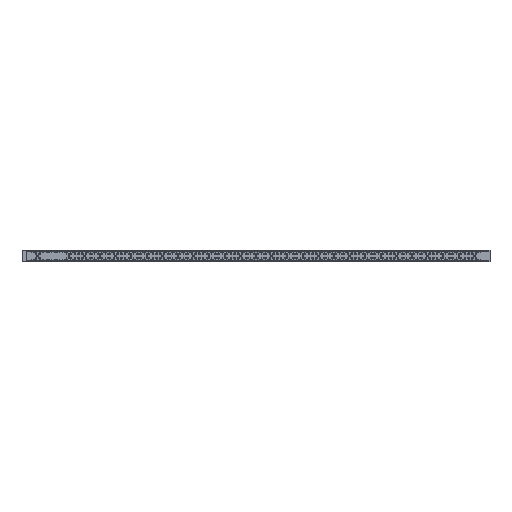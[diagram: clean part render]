
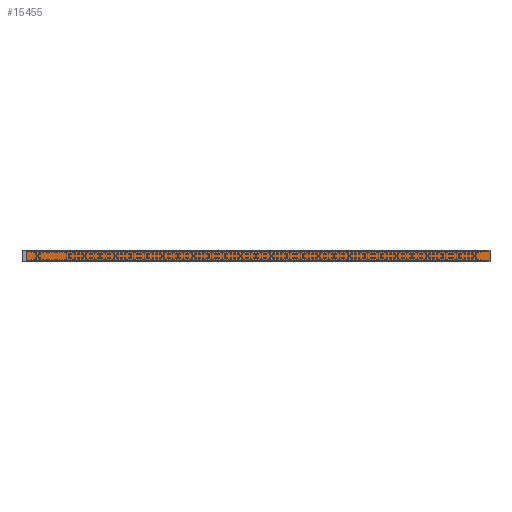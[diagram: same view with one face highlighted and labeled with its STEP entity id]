
A CAD part, top view. The second image highlights one B-rep face of the part: STEP entity #15455.
In plain terms, the highlighted planar face has unit normal (0, 0, 1).
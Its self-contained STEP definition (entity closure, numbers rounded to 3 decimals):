
#3184=FACE_OUTER_BOUND('',#3868,.T.);
#3868=EDGE_LOOP('',(#12109,#12110,#12111,#12112));
#4556=LINE('',#23235,#5830);
#4557=LINE('',#23237,#5831);
#4558=LINE('',#23239,#5832);
#4559=LINE('',#23240,#5833);
#5830=VECTOR('',#18083,1.);
#5831=VECTOR('',#18084,1.);
#5832=VECTOR('',#18085,1.);
#5833=VECTOR('',#18086,1.);
#7104=VERTEX_POINT('',#23233);
#7105=VERTEX_POINT('',#23234);
#7106=VERTEX_POINT('',#23236);
#7107=VERTEX_POINT('',#23238);
#9579=EDGE_CURVE('',#7104,#7105,#4556,.T.);
#9580=EDGE_CURVE('',#7106,#7104,#4557,.T.);
#9581=EDGE_CURVE('',#7106,#7107,#4558,.T.);
#9582=EDGE_CURVE('',#7107,#7105,#4559,.F.);
#12109=ORIENTED_EDGE('',*,*,#9579,.F.);
#12110=ORIENTED_EDGE('',*,*,#9580,.F.);
#12111=ORIENTED_EDGE('',*,*,#9581,.T.);
#12112=ORIENTED_EDGE('',*,*,#9582,.T.);
#14798=PLANE('',#16141);
#15455=ADVANCED_FACE('',(#3184),#14798,.T.);
#16141=AXIS2_PLACEMENT_3D('',#23232,#18081,#18082);
#18081=DIRECTION('center_axis',(0.,0.,1.));
#18082=DIRECTION('ref_axis',(1.,0.,0.));
#18083=DIRECTION('',(1.,0.,0.));
#18084=DIRECTION('',(0.,1.,0.));
#18085=DIRECTION('',(1.,0.,0.));
#18086=DIRECTION('',(0.,-1.,0.));
#23232=CARTESIAN_POINT('Origin',(1684.138,253.959,-37.9));
#23233=CARTESIAN_POINT('',(173.988,290.359,-37.9));
#23234=CARTESIAN_POINT('',(3173.388,290.359,-37.9));
#23235=CARTESIAN_POINT('',(1673.388,290.359,-37.9));
#23236=CARTESIAN_POINT('',(173.988,218.559,-37.9));
#23237=CARTESIAN_POINT('',(173.988,290.359,-37.9));
#23238=CARTESIAN_POINT('',(3173.388,218.559,-37.9));
#23239=CARTESIAN_POINT('',(1673.388,218.559,-37.9));
#23240=CARTESIAN_POINT('',(3173.388,254.459,-37.9));
